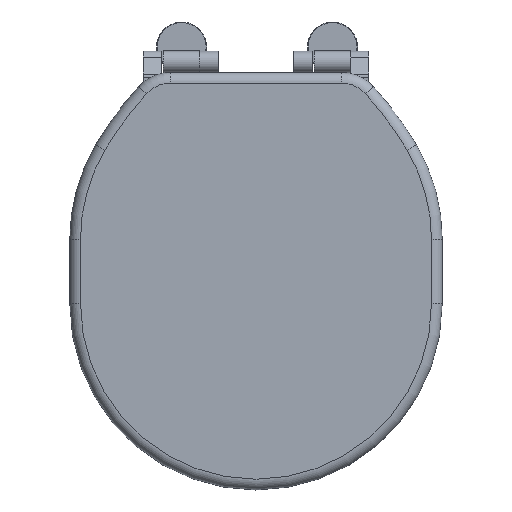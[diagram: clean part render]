
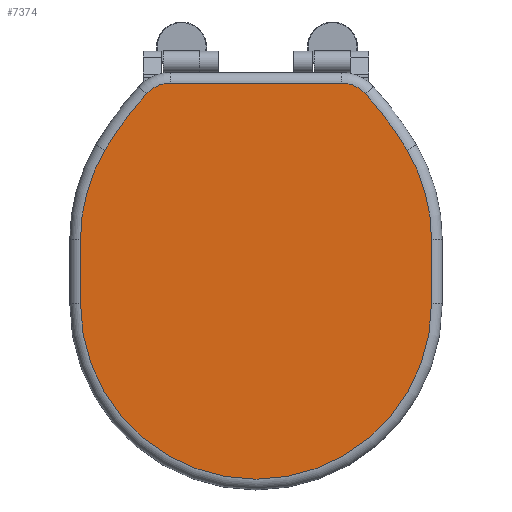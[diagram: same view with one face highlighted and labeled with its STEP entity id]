
A CAD part, top view. The second image highlights one B-rep face of the part: STEP entity #7374.
In plain terms, the highlighted planar face has unit normal (0, 0, 1).
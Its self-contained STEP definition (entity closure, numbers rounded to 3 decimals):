
#44 = ORIENTED_EDGE ( 'NONE', *, *, #8427, .T. ) ;
#98 = DIRECTION ( 'NONE',  ( 0., 0., 1. ) ) ;
#129 = CARTESIAN_POINT ( 'NONE',  ( -164., -91., 45. ) ) ;
#151 = CARTESIAN_POINT ( 'NONE',  ( -80., 55., 45. ) ) ;
#326 = CARTESIAN_POINT ( 'NONE',  ( 141.179, -7.547, 45. ) ) ;
#667 = AXIS2_PLACEMENT_3D ( 'NONE', #1427, #2171, #6979 ) ;
#738 = CARTESIAN_POINT ( 'NONE',  ( 102.163, 45.218, 45. ) ) ;
#840 = CIRCLE ( 'NONE', #3095, 319.629 ) ;
#879 = DIRECTION ( 'NONE',  ( 1., 0., 0. ) ) ;
#896 = CARTESIAN_POINT ( 'NONE',  ( -133.973, -170.193, 45. ) ) ;
#974 = ORIENTED_EDGE ( 'NONE', *, *, #3602, .T. ) ;
#1069 = DIRECTION ( 'NONE',  ( 0., 0., 1. ) ) ;
#1190 = AXIS2_PLACEMENT_3D ( 'NONE', #7838, #1754, #1624 ) ;
#1311 = VERTEX_POINT ( 'NONE', #1374 ) ;
#1313 = DIRECTION ( 'NONE',  ( 0., 0., 1. ) ) ;
#1374 = CARTESIAN_POINT ( 'NONE',  ( 164., -91., 45. ) ) ;
#1427 = CARTESIAN_POINT ( 'NONE',  ( 0., -91., 45. ) ) ;
#1471 = CIRCLE ( 'NONE', #2314, 164. ) ;
#1624 = DIRECTION ( 'NONE',  ( 1., 0., 0. ) ) ;
#1754 = DIRECTION ( 'NONE',  ( 0., 0., 1. ) ) ;
#1932 = FACE_OUTER_BOUND ( 'NONE', #5077, .T. ) ;
#2027 = CARTESIAN_POINT ( 'NONE',  ( 164., -151., 45. ) ) ;
#2028 = AXIS2_PLACEMENT_3D ( 'NONE', #5322, #7407, #4028 ) ;
#2171 = DIRECTION ( 'NONE',  ( 0., 0., 1. ) ) ;
#2237 = VERTEX_POINT ( 'NONE', #6091 ) ;
#2293 = EDGE_CURVE ( 'NONE', #1311, #4560, #2497, .T. ) ;
#2314 = AXIS2_PLACEMENT_3D ( 'NONE', #3410, #98, #879 ) ;
#2497 = CIRCLE ( 'NONE', #667, 164. ) ;
#2573 = ORIENTED_EDGE ( 'NONE', *, *, #3162, .T. ) ;
#2662 = AXIS2_PLACEMENT_3D ( 'NONE', #4662, #1069, #3239 ) ;
#2737 = CARTESIAN_POINT ( 'NONE',  ( -164., -151., 45. ) ) ;
#2822 = LINE ( 'NONE', #2737, #6240 ) ;
#2831 = EDGE_CURVE ( 'NONE', #2237, #7716, #6178, .T. ) ;
#2971 = DIRECTION ( 'NONE',  ( 1., 0., 0. ) ) ;
#3023 = CIRCLE ( 'NONE', #1190, 30. ) ;
#3095 = AXIS2_PLACEMENT_3D ( 'NONE', #896, #7722, #2971 ) ;
#3131 = ORIENTED_EDGE ( 'NONE', *, *, #6913, .T. ) ;
#3159 = CIRCLE ( 'NONE', #2028, 164. ) ;
#3162 = EDGE_CURVE ( 'NONE', #3205, #8112, #2822, .T. ) ;
#3191 = CIRCLE ( 'NONE', #8169, 30. ) ;
#3205 = VERTEX_POINT ( 'NONE', #129 ) ;
#3239 = DIRECTION ( 'NONE',  ( 1., 0., 0. ) ) ;
#3410 = CARTESIAN_POINT ( 'NONE',  ( 0., -151., 45. ) ) ;
#3458 = DIRECTION ( 'NONE',  ( 0., 1., 0. ) ) ;
#3602 = EDGE_CURVE ( 'NONE', #4560, #4440, #840, .T. ) ;
#3885 = CARTESIAN_POINT ( 'NONE',  ( 0., -91., 45. ) ) ;
#4028 = DIRECTION ( 'NONE',  ( 1., 0., 0. ) ) ;
#4136 = CARTESIAN_POINT ( 'NONE',  ( -164., -151., 45. ) ) ;
#4205 = LINE ( 'NONE', #4748, #5716 ) ;
#4206 = CARTESIAN_POINT ( 'NONE',  ( -80., 55., 45. ) ) ;
#4359 = EDGE_CURVE ( 'NONE', #4440, #2237, #3191, .T. ) ;
#4440 = VERTEX_POINT ( 'NONE', #738 ) ;
#4560 = VERTEX_POINT ( 'NONE', #326 ) ;
#4662 = CARTESIAN_POINT ( 'NONE',  ( 133.973, -170.193, 45. ) ) ;
#4748 = CARTESIAN_POINT ( 'NONE',  ( 164., -91., 45. ) ) ;
#4823 = CARTESIAN_POINT ( 'NONE',  ( 80., 25., 45. ) ) ;
#5008 = VERTEX_POINT ( 'NONE', #2027 ) ;
#5077 = EDGE_LOOP ( 'NONE', ( #3131, #2573, #8318, #6237, #5838, #974, #5305, #7533, #8535, #44 ) ) ;
#5224 = CIRCLE ( 'NONE', #2662, 319.629 ) ;
#5305 = ORIENTED_EDGE ( 'NONE', *, *, #4359, .T. ) ;
#5312 = PLANE ( 'NONE',  #5723 ) ;
#5322 = CARTESIAN_POINT ( 'NONE',  ( 0., -91., 45. ) ) ;
#5537 = DIRECTION ( 'NONE',  ( 1., 0., 0. ) ) ;
#5595 = DIRECTION ( 'NONE',  ( -1., 0., 0. ) ) ;
#5716 = VECTOR ( 'NONE', #3458, 1000. ) ;
#5723 = AXIS2_PLACEMENT_3D ( 'NONE', #3885, #6550, #7348 ) ;
#5838 = ORIENTED_EDGE ( 'NONE', *, *, #2293, .T. ) ;
#5860 = VERTEX_POINT ( 'NONE', #8494 ) ;
#6091 = CARTESIAN_POINT ( 'NONE',  ( 80., 55., 45. ) ) ;
#6178 = LINE ( 'NONE', #4206, #6300 ) ;
#6237 = ORIENTED_EDGE ( 'NONE', *, *, #6970, .T. ) ;
#6240 = VECTOR ( 'NONE', #6831, 1000. ) ;
#6300 = VECTOR ( 'NONE', #5595, 1000. ) ;
#6550 = DIRECTION ( 'NONE',  ( 0., 0., 1. ) ) ;
#6831 = DIRECTION ( 'NONE',  ( 0., -1., 0. ) ) ;
#6913 = EDGE_CURVE ( 'NONE', #5860, #3205, #3159, .T. ) ;
#6947 = VERTEX_POINT ( 'NONE', #8120 ) ;
#6970 = EDGE_CURVE ( 'NONE', #5008, #1311, #4205, .T. ) ;
#6979 = DIRECTION ( 'NONE',  ( 1., 0., 0. ) ) ;
#7019 = EDGE_CURVE ( 'NONE', #8112, #5008, #1471, .T. ) ;
#7217 = EDGE_CURVE ( 'NONE', #7716, #6947, #3023, .T. ) ;
#7348 = DIRECTION ( 'NONE',  ( 1., 0., 0. ) ) ;
#7374 = ADVANCED_FACE ( 'NONE', ( #1932 ), #5312, .T. ) ;
#7407 = DIRECTION ( 'NONE',  ( 0., 0., 1. ) ) ;
#7533 = ORIENTED_EDGE ( 'NONE', *, *, #2831, .T. ) ;
#7716 = VERTEX_POINT ( 'NONE', #151 ) ;
#7722 = DIRECTION ( 'NONE',  ( 0., 0., 1. ) ) ;
#7838 = CARTESIAN_POINT ( 'NONE',  ( -80., 25., 45. ) ) ;
#8112 = VERTEX_POINT ( 'NONE', #4136 ) ;
#8120 = CARTESIAN_POINT ( 'NONE',  ( -102.163, 45.218, 45. ) ) ;
#8169 = AXIS2_PLACEMENT_3D ( 'NONE', #4823, #1313, #5537 ) ;
#8318 = ORIENTED_EDGE ( 'NONE', *, *, #7019, .T. ) ;
#8427 = EDGE_CURVE ( 'NONE', #6947, #5860, #5224, .T. ) ;
#8494 = CARTESIAN_POINT ( 'NONE',  ( -141.179, -7.547, 45. ) ) ;
#8535 = ORIENTED_EDGE ( 'NONE', *, *, #7217, .T. ) ;
